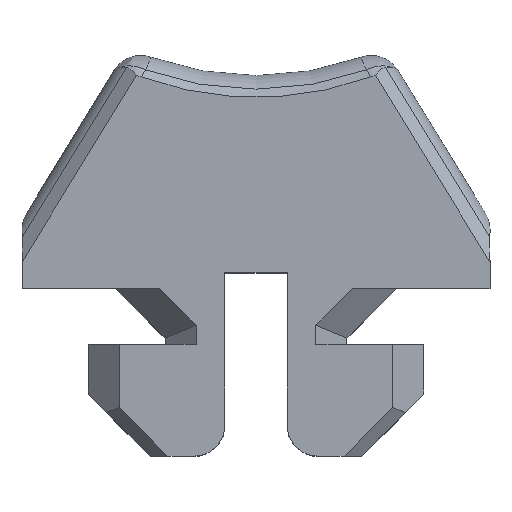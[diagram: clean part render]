
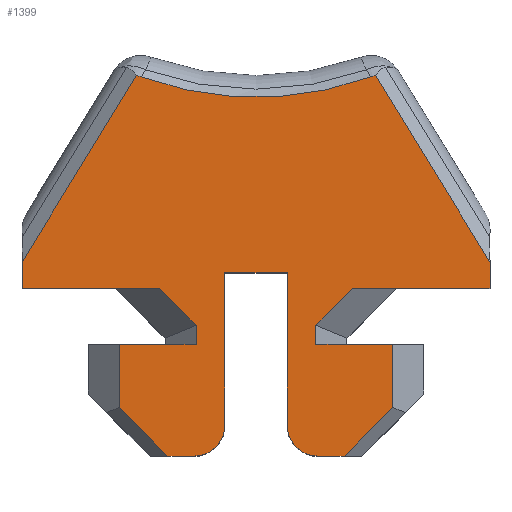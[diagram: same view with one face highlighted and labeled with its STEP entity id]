
A CAD part, top view. The second image highlights one B-rep face of the part: STEP entity #1399.
In plain terms, the highlighted planar face has unit normal (0, 0, 1).
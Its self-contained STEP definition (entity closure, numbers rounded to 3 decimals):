
#21=PLANE('',#1507);
#68=ELLIPSE('',#1499,1.553,1.02);
#72=ELLIPSE('',#1509,1.569,1.026);
#98=CIRCLE('',#1508,10.7);
#99=CIRCLE('',#1510,1.);
#100=CIRCLE('',#1511,1.);
#148=FACE_OUTER_BOUND('',#225,.T.);
#225=EDGE_LOOP('',(#1036,#1037,#1038,#1039,#1040,#1041,#1042,#1043,#1044,
#1045,#1046,#1047,#1048,#1049,#1050,#1051,#1052,#1053,#1054,#1055,#1056,
#1057,#1058,#1059,#1060,#1061));
#302=LINE('',#2211,#442);
#306=LINE('',#2229,#446);
#309=LINE('',#2390,#449);
#310=LINE('',#2392,#450);
#311=LINE('',#2394,#451);
#312=LINE('',#2396,#452);
#313=LINE('',#2398,#453);
#314=LINE('',#2400,#454);
#315=LINE('',#2402,#455);
#316=LINE('',#2404,#456);
#317=LINE('',#2406,#457);
#318=LINE('',#2410,#458);
#319=LINE('',#2412,#459);
#320=LINE('',#2414,#460);
#321=LINE('',#2418,#461);
#322=LINE('',#2420,#462);
#323=LINE('',#2422,#463);
#324=LINE('',#2424,#464);
#325=LINE('',#2426,#465);
#326=LINE('',#2428,#466);
#327=LINE('',#2429,#467);
#442=VECTOR('',#1654,10.);
#446=VECTOR('',#1660,10.);
#449=VECTOR('',#1687,10.);
#450=VECTOR('',#1688,10.);
#451=VECTOR('',#1689,10.);
#452=VECTOR('',#1690,10.);
#453=VECTOR('',#1691,10.);
#454=VECTOR('',#1692,10.);
#455=VECTOR('',#1693,10.);
#456=VECTOR('',#1694,10.);
#457=VECTOR('',#1695,10.);
#458=VECTOR('',#1698,10.);
#459=VECTOR('',#1699,10.);
#460=VECTOR('',#1700,10.);
#461=VECTOR('',#1703,10.);
#462=VECTOR('',#1704,10.);
#463=VECTOR('',#1705,10.);
#464=VECTOR('',#1706,10.);
#465=VECTOR('',#1707,10.);
#466=VECTOR('',#1708,10.);
#467=VECTOR('',#1709,10.);
#627=VERTEX_POINT('',#2208);
#628=VERTEX_POINT('',#2210);
#631=VERTEX_POINT('',#2218);
#633=VERTEX_POINT('',#2248);
#641=VERTEX_POINT('',#2385);
#642=VERTEX_POINT('',#2387);
#643=VERTEX_POINT('',#2389);
#644=VERTEX_POINT('',#2391);
#645=VERTEX_POINT('',#2393);
#646=VERTEX_POINT('',#2395);
#647=VERTEX_POINT('',#2397);
#648=VERTEX_POINT('',#2399);
#649=VERTEX_POINT('',#2401);
#650=VERTEX_POINT('',#2403);
#651=VERTEX_POINT('',#2405);
#652=VERTEX_POINT('',#2407);
#653=VERTEX_POINT('',#2409);
#654=VERTEX_POINT('',#2411);
#655=VERTEX_POINT('',#2413);
#656=VERTEX_POINT('',#2415);
#657=VERTEX_POINT('',#2417);
#658=VERTEX_POINT('',#2419);
#659=VERTEX_POINT('',#2421);
#660=VERTEX_POINT('',#2423);
#661=VERTEX_POINT('',#2425);
#662=VERTEX_POINT('',#2427);
#775=EDGE_CURVE('',#627,#628,#302,.T.);
#780=EDGE_CURVE('',#631,#627,#306,.T.);
#783=EDGE_CURVE('',#633,#631,#68,.T.);
#796=EDGE_CURVE('',#641,#633,#98,.T.);
#797=EDGE_CURVE('',#642,#641,#72,.T.);
#798=EDGE_CURVE('',#643,#642,#309,.T.);
#799=EDGE_CURVE('',#644,#643,#310,.T.);
#800=EDGE_CURVE('',#645,#644,#311,.T.);
#801=EDGE_CURVE('',#646,#645,#312,.T.);
#802=EDGE_CURVE('',#647,#646,#313,.T.);
#803=EDGE_CURVE('',#648,#647,#314,.T.);
#804=EDGE_CURVE('',#649,#648,#315,.T.);
#805=EDGE_CURVE('',#650,#649,#316,.T.);
#806=EDGE_CURVE('',#651,#650,#317,.T.);
#807=EDGE_CURVE('',#652,#651,#99,.T.);
#808=EDGE_CURVE('',#653,#652,#318,.T.);
#809=EDGE_CURVE('',#654,#653,#319,.T.);
#810=EDGE_CURVE('',#655,#654,#320,.T.);
#811=EDGE_CURVE('',#656,#655,#100,.T.);
#812=EDGE_CURVE('',#657,#656,#321,.T.);
#813=EDGE_CURVE('',#658,#657,#322,.T.);
#814=EDGE_CURVE('',#659,#658,#323,.T.);
#815=EDGE_CURVE('',#660,#659,#324,.T.);
#816=EDGE_CURVE('',#661,#660,#325,.T.);
#817=EDGE_CURVE('',#662,#661,#326,.T.);
#818=EDGE_CURVE('',#628,#662,#327,.T.);
#1036=ORIENTED_EDGE('',*,*,#783,.F.);
#1037=ORIENTED_EDGE('',*,*,#796,.F.);
#1038=ORIENTED_EDGE('',*,*,#797,.F.);
#1039=ORIENTED_EDGE('',*,*,#798,.F.);
#1040=ORIENTED_EDGE('',*,*,#799,.F.);
#1041=ORIENTED_EDGE('',*,*,#800,.F.);
#1042=ORIENTED_EDGE('',*,*,#801,.F.);
#1043=ORIENTED_EDGE('',*,*,#802,.F.);
#1044=ORIENTED_EDGE('',*,*,#803,.F.);
#1045=ORIENTED_EDGE('',*,*,#804,.F.);
#1046=ORIENTED_EDGE('',*,*,#805,.F.);
#1047=ORIENTED_EDGE('',*,*,#806,.F.);
#1048=ORIENTED_EDGE('',*,*,#807,.F.);
#1049=ORIENTED_EDGE('',*,*,#808,.F.);
#1050=ORIENTED_EDGE('',*,*,#809,.F.);
#1051=ORIENTED_EDGE('',*,*,#810,.F.);
#1052=ORIENTED_EDGE('',*,*,#811,.F.);
#1053=ORIENTED_EDGE('',*,*,#812,.F.);
#1054=ORIENTED_EDGE('',*,*,#813,.F.);
#1055=ORIENTED_EDGE('',*,*,#814,.F.);
#1056=ORIENTED_EDGE('',*,*,#815,.F.);
#1057=ORIENTED_EDGE('',*,*,#816,.F.);
#1058=ORIENTED_EDGE('',*,*,#817,.F.);
#1059=ORIENTED_EDGE('',*,*,#818,.F.);
#1060=ORIENTED_EDGE('',*,*,#775,.F.);
#1061=ORIENTED_EDGE('',*,*,#780,.F.);
#1399=ADVANCED_FACE('',(#148),#21,.T.);
#1499=AXIS2_PLACEMENT_3D('',#2253,#1663,#1664);
#1507=AXIS2_PLACEMENT_3D('',#2384,#1681,#1682);
#1508=AXIS2_PLACEMENT_3D('',#2386,#1683,#1684);
#1509=AXIS2_PLACEMENT_3D('',#2388,#1685,#1686);
#1510=AXIS2_PLACEMENT_3D('',#2408,#1696,#1697);
#1511=AXIS2_PLACEMENT_3D('',#2416,#1701,#1702);
#1654=DIRECTION('',(0.,-1.,0.));
#1660=DIRECTION('',(0.523,-0.852,0.));
#1663=DIRECTION('center_axis',(0.,0.,-1.));
#1664=DIRECTION('ref_axis',(-0.545,0.838,0.));
#1681=DIRECTION('center_axis',(0.,0.,1.));
#1682=DIRECTION('ref_axis',(1.,0.,0.));
#1683=DIRECTION('center_axis',(0.,0.,1.));
#1684=DIRECTION('ref_axis',(0.412,-0.911,0.));
#1685=DIRECTION('center_axis',(0.,0.,-1.));
#1686=DIRECTION('ref_axis',(0.541,0.841,0.));
#1687=DIRECTION('',(0.523,0.852,0.));
#1688=DIRECTION('',(0.,1.,0.));
#1689=DIRECTION('',(-1.,0.,0.));
#1690=DIRECTION('',(-0.707,0.707,0.));
#1691=DIRECTION('',(0.,1.,0.));
#1692=DIRECTION('',(1.,0.,0.));
#1693=DIRECTION('',(0.,1.,0.));
#1694=DIRECTION('',(-0.707,0.707,0.));
#1695=DIRECTION('',(-1.,0.,0.));
#1696=DIRECTION('center_axis',(0.,0.,-1.));
#1697=DIRECTION('ref_axis',(1.,0.,0.));
#1698=DIRECTION('',(0.,-1.,0.));
#1699=DIRECTION('',(-1.,0.,0.));
#1700=DIRECTION('',(0.,1.,0.));
#1701=DIRECTION('center_axis',(0.,0.,-1.));
#1702=DIRECTION('ref_axis',(0.,-1.,0.));
#1703=DIRECTION('',(-1.,0.,0.));
#1704=DIRECTION('',(-0.707,-0.707,0.));
#1705=DIRECTION('',(0.,-1.,0.));
#1706=DIRECTION('',(1.,0.,0.));
#1707=DIRECTION('',(0.,-1.,0.));
#1708=DIRECTION('',(-0.707,-0.707,0.));
#1709=DIRECTION('',(-1.,0.,0.));
#2208=CARTESIAN_POINT('',(7.525,20.841,55.4));
#2210=CARTESIAN_POINT('',(7.525,20.,55.4));
#2211=CARTESIAN_POINT('',(7.525,20.583,55.4));
#2218=CARTESIAN_POINT('',(3.848,26.836,55.4));
#2229=CARTESIAN_POINT('',(6.126,23.122,55.4));
#2248=CARTESIAN_POINT('',(3.684,26.797,55.4));
#2253=CARTESIAN_POINT('Origin',(4.394,25.427,55.4));
#2384=CARTESIAN_POINT('Origin',(0.,21.165,55.4));
#2385=CARTESIAN_POINT('',(-3.684,26.797,55.4));
#2386=CARTESIAN_POINT('Origin',(0.,36.843,55.4));
#2387=CARTESIAN_POINT('',(-3.848,26.836,55.4));
#2388=CARTESIAN_POINT('Origin',(-4.399,25.411,55.4));
#2389=CARTESIAN_POINT('',(-7.525,20.841,55.4));
#2390=CARTESIAN_POINT('',(-4.423,25.898,55.4));
#2391=CARTESIAN_POINT('',(-7.525,20.,55.4));
#2392=CARTESIAN_POINT('',(-7.525,21.673,55.4));
#2393=CARTESIAN_POINT('',(-3.111,20.,55.4));
#2394=CARTESIAN_POINT('',(-3.763,20.,55.4));
#2395=CARTESIAN_POINT('',(-1.925,18.814,55.4));
#2396=CARTESIAN_POINT('',(-2.624,19.514,55.4));
#2397=CARTESIAN_POINT('',(-1.925,18.2,55.4));
#2398=CARTESIAN_POINT('',(-1.925,19.99,55.4));
#2399=CARTESIAN_POINT('',(-4.4,18.2,55.4));
#2400=CARTESIAN_POINT('',(-0.963,18.2,55.4));
#2401=CARTESIAN_POINT('',(-4.4,16.166,55.4));
#2402=CARTESIAN_POINT('',(-4.4,19.683,55.4));
#2403=CARTESIAN_POINT('',(-2.834,14.6,55.4));
#2404=CARTESIAN_POINT('',(-4.55,16.316,55.4));
#2405=CARTESIAN_POINT('',(-2.,14.6,55.4));
#2406=CARTESIAN_POINT('',(-1.417,14.6,55.4));
#2407=CARTESIAN_POINT('',(-1.,15.6,55.4));
#2408=CARTESIAN_POINT('Origin',(-2.,15.6,55.4));
#2409=CARTESIAN_POINT('',(-1.,20.5,55.4));
#2410=CARTESIAN_POINT('',(-1.,18.383,55.4));
#2411=CARTESIAN_POINT('',(1.,20.5,55.4));
#2412=CARTESIAN_POINT('',(-0.5,20.5,55.4));
#2413=CARTESIAN_POINT('',(1.,15.6,55.4));
#2414=CARTESIAN_POINT('',(1.,20.833,55.4));
#2415=CARTESIAN_POINT('',(2.,14.6,55.4));
#2416=CARTESIAN_POINT('Origin',(2.,15.6,55.4));
#2417=CARTESIAN_POINT('',(2.834,14.6,55.4));
#2418=CARTESIAN_POINT('',(1.,14.6,55.4));
#2419=CARTESIAN_POINT('',(4.4,16.166,55.4));
#2420=CARTESIAN_POINT('',(3.767,15.533,55.4));
#2421=CARTESIAN_POINT('',(4.4,18.2,55.4));
#2422=CARTESIAN_POINT('',(4.4,18.666,55.4));
#2423=CARTESIAN_POINT('',(1.925,18.2,55.4));
#2424=CARTESIAN_POINT('',(2.2,18.2,55.4));
#2425=CARTESIAN_POINT('',(1.925,18.814,55.4));
#2426=CARTESIAN_POINT('',(1.925,19.683,55.4));
#2427=CARTESIAN_POINT('',(3.111,20.,55.4));
#2428=CARTESIAN_POINT('',(2.032,18.921,55.4));
#2429=CARTESIAN_POINT('',(1.555,20.,55.4));
